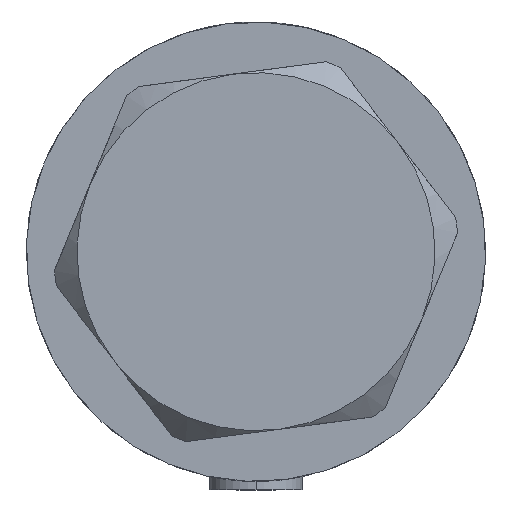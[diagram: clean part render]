
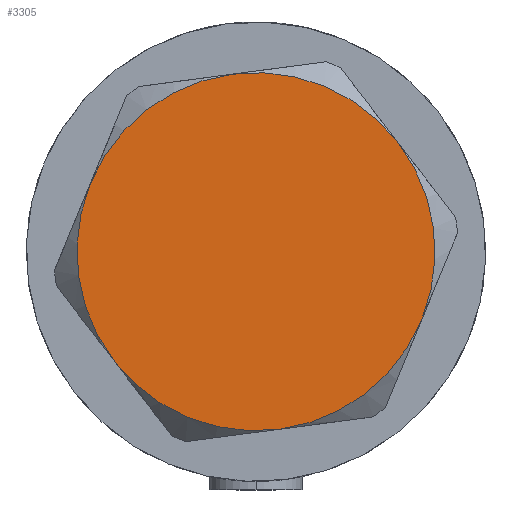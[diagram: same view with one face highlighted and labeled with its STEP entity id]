
A CAD part, left-side view. The second image highlights one B-rep face of the part: STEP entity #3305.
In plain terms, the highlighted face is planar.
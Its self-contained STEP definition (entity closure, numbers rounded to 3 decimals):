
#58 = CARTESIAN_POINT ( 'NONE',  ( -11.5, -19.919, 13. ) ) ;
#82 = DIRECTION ( 'NONE',  ( 0., 0., 1. ) ) ;
#216 = DIRECTION ( 'NONE',  ( 1., 0., 0. ) ) ;
#572 = AXIS2_PLACEMENT_3D ( 'NONE', #1372, #3167, #216 ) ;
#697 = VERTEX_POINT ( 'NONE', #3828 ) ;
#764 = DIRECTION ( 'NONE',  ( 1., 0., 0. ) ) ;
#947 = VERTEX_POINT ( 'NONE', #4406 ) ;
#983 = ORIENTED_EDGE ( 'NONE', *, *, #2338, .T. ) ;
#1012 = AXIS2_PLACEMENT_3D ( 'NONE', #1836, #1120, #2621 ) ;
#1116 = DIRECTION ( 'NONE',  ( 0., 0., 1. ) ) ;
#1120 = DIRECTION ( 'NONE',  ( 0., 0., 1. ) ) ;
#1121 = CARTESIAN_POINT ( 'NONE',  ( 0., 0., 13. ) ) ;
#1127 = VERTEX_POINT ( 'NONE', #58 ) ;
#1131 = DIRECTION ( 'NONE',  ( 1., 0., 0. ) ) ;
#1245 = CIRCLE ( 'NONE', #1403, 23. ) ;
#1361 = EDGE_CURVE ( 'NONE', #3146, #1127, #2416, .T. ) ;
#1366 = DIRECTION ( 'NONE',  ( 0., 0., 1. ) ) ;
#1372 = CARTESIAN_POINT ( 'NONE',  ( 0., 0., 13. ) ) ;
#1400 = CARTESIAN_POINT ( 'NONE',  ( -23., 0., 13. ) ) ;
#1403 = AXIS2_PLACEMENT_3D ( 'NONE', #3698, #82, #1545 ) ;
#1477 = PLANE ( 'NONE',  #4734 ) ;
#1502 = EDGE_CURVE ( 'NONE', #947, #697, #1687, .T. ) ;
#1526 = CARTESIAN_POINT ( 'NONE',  ( 0., 0., 13. ) ) ;
#1545 = DIRECTION ( 'NONE',  ( 1., 0., 0. ) ) ;
#1573 = CIRCLE ( 'NONE', #4657, 23. ) ;
#1648 = ORIENTED_EDGE ( 'NONE', *, *, #2236, .T. ) ;
#1687 = CIRCLE ( 'NONE', #1012, 23. ) ;
#1780 = EDGE_CURVE ( 'NONE', #3962, #947, #1245, .T. ) ;
#1812 = ORIENTED_EDGE ( 'NONE', *, *, #1780, .T. ) ;
#1836 = CARTESIAN_POINT ( 'NONE',  ( 0., 0., 13. ) ) ;
#2162 = ORIENTED_EDGE ( 'NONE', *, *, #3060, .T. ) ;
#2236 = EDGE_CURVE ( 'NONE', #4783, #3146, #2597, .T. ) ;
#2269 = DIRECTION ( 'NONE',  ( 0., 0., 1. ) ) ;
#2318 = EDGE_LOOP ( 'NONE', ( #1812, #4353, #983, #1648, #3171, #2162 ) ) ;
#2338 = EDGE_CURVE ( 'NONE', #697, #4783, #1573, .T. ) ;
#2347 = CARTESIAN_POINT ( 'NONE',  ( -11.5, 19.919, 13. ) ) ;
#2416 = CIRCLE ( 'NONE', #4026, 23. ) ;
#2597 = CIRCLE ( 'NONE', #572, 23. ) ;
#2621 = DIRECTION ( 'NONE',  ( 1., 0., 0. ) ) ;
#2893 = AXIS2_PLACEMENT_3D ( 'NONE', #1526, #1116, #2995 ) ;
#2949 = CARTESIAN_POINT ( 'NONE',  ( 11.5, -19.919, 13. ) ) ;
#2995 = DIRECTION ( 'NONE',  ( 1., 0., 0. ) ) ;
#3060 = EDGE_CURVE ( 'NONE', #1127, #3962, #3815, .T. ) ;
#3146 = VERTEX_POINT ( 'NONE', #1400 ) ;
#3167 = DIRECTION ( 'NONE',  ( 0., 0., 1. ) ) ;
#3171 = ORIENTED_EDGE ( 'NONE', *, *, #1361, .T. ) ;
#3305 = ADVANCED_FACE ( 'NONE', ( #3334 ), #1477, .T. ) ;
#3321 = DIRECTION ( 'NONE',  ( 0., 0., 1. ) ) ;
#3334 = FACE_OUTER_BOUND ( 'NONE', #2318, .T. ) ;
#3588 = DIRECTION ( 'NONE',  ( 1., 0., 0. ) ) ;
#3698 = CARTESIAN_POINT ( 'NONE',  ( 0., 0., 13. ) ) ;
#3815 = CIRCLE ( 'NONE', #2893, 23. ) ;
#3828 = CARTESIAN_POINT ( 'NONE',  ( 11.5, 19.919, 13. ) ) ;
#3962 = VERTEX_POINT ( 'NONE', #2949 ) ;
#4026 = AXIS2_PLACEMENT_3D ( 'NONE', #4347, #3321, #3588 ) ;
#4282 = CARTESIAN_POINT ( 'NONE',  ( 0., 0., 13. ) ) ;
#4347 = CARTESIAN_POINT ( 'NONE',  ( 0., 0., 13. ) ) ;
#4353 = ORIENTED_EDGE ( 'NONE', *, *, #1502, .T. ) ;
#4406 = CARTESIAN_POINT ( 'NONE',  ( 23., 0., 13. ) ) ;
#4657 = AXIS2_PLACEMENT_3D ( 'NONE', #4282, #1366, #1131 ) ;
#4734 = AXIS2_PLACEMENT_3D ( 'NONE', #1121, #2269, #764 ) ;
#4783 = VERTEX_POINT ( 'NONE', #2347 ) ;
